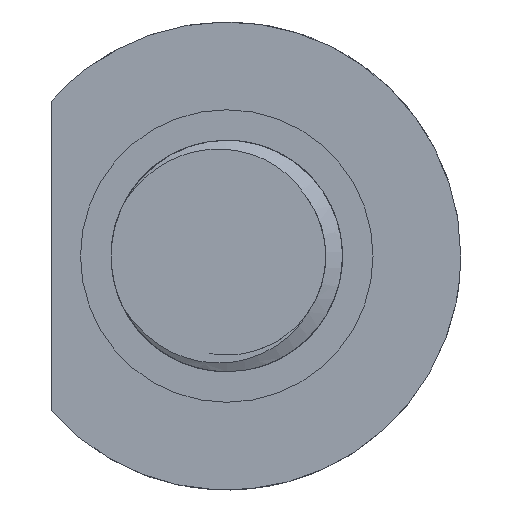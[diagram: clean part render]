
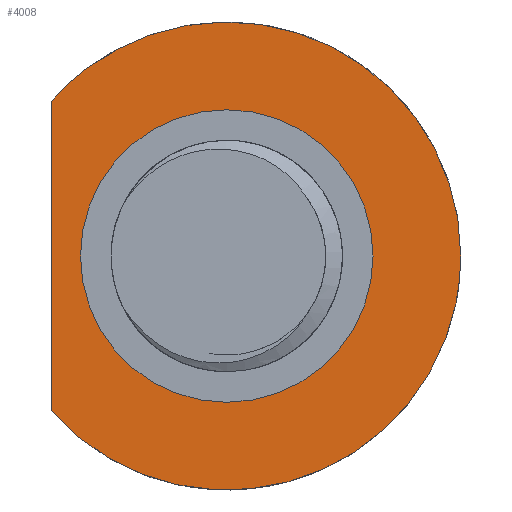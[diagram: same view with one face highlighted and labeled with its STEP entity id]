
A CAD part, left-side view. The second image highlights one B-rep face of the part: STEP entity #4008.
In plain terms, the highlighted planar face has unit normal (-1, 0, 0).
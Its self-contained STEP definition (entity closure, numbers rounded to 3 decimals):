
#3881=CARTESIAN_POINT('Vertex',(-2.5,0.,-10.)) ;
#3888=CARTESIAN_POINT('Vertex',(-2.5,0.,10.)) ;
#3891=CARTESIAN_POINT('Axis2P3D Location',(-2.5,0.,0.)) ;
#3895=CARTESIAN_POINT('Vertex',(-2.5,10.,0.)) ;
#3898=CARTESIAN_POINT('Axis2P3D Location',(-2.5,0.,0.)) ;
#3917=CARTESIAN_POINT('Axis2P3D Location',(-2.5,0.,0.)) ;
#3921=CARTESIAN_POINT('Vertex',(-2.5,-10.,0.)) ;
#3924=CARTESIAN_POINT('Axis2P3D Location',(-2.5,0.,0.)) ;
#3938=CARTESIAN_POINT('Axis2P3D Location',(-2.5,0.,0.)) ;
#3943=CARTESIAN_POINT('Line Origine',(-2.5,12.,0.)) ;
#3947=CARTESIAN_POINT('Vertex',(-2.5,12.,10.583)) ;
#3949=CARTESIAN_POINT('Vertex',(-2.5,12.,-10.583)) ;
#3953=CARTESIAN_POINT('Control Point',(-2.5,12.,-10.583)) ;
#3954=CARTESIAN_POINT('Control Point',(-2.5,10.963,-11.759)) ;
#3955=CARTESIAN_POINT('Control Point',(-2.5,9.782,-12.807)) ;
#3956=CARTESIAN_POINT('Control Point',(-2.5,8.478,-13.706)) ;
#3957=CARTESIAN_POINT('Control Point',(-2.5,5.676,-15.164)) ;
#3958=CARTESIAN_POINT('Control Point',(-2.5,2.605,-15.904)) ;
#3959=CARTESIAN_POINT('Control Point',(-2.5,1.032,-16.083)) ;
#3960=CARTESIAN_POINT('Control Point',(-2.5,-2.127,-16.052)) ;
#3961=CARTESIAN_POINT('Control Point',(-2.5,-5.185,-15.259)) ;
#3962=CARTESIAN_POINT('Control Point',(-2.5,-6.657,-14.677)) ;
#3963=CARTESIAN_POINT('Control Point',(-2.5,-9.43,-13.163)) ;
#3964=CARTESIAN_POINT('Control Point',(-2.5,-11.755,-11.025)) ;
#3965=CARTESIAN_POINT('Control Point',(-2.5,-12.78,-9.818)) ;
#3966=CARTESIAN_POINT('Control Point',(-2.5,-14.46,-7.26)) ;
#3967=CARTESIAN_POINT('Control Point',(-2.5,-15.494,-4.383)) ;
#3968=CARTESIAN_POINT('Control Point',(-2.5,-15.831,-2.939)) ;
#3969=CARTESIAN_POINT('Control Point',(-2.5,-16.,-1.47)) ;
#3970=CARTESIAN_POINT('Control Point',(-2.5,-16.,0.)) ;
#3971=CARTESIAN_POINT('Vertex',(-2.5,-16.,0.)) ;
#3975=CARTESIAN_POINT('Control Point',(-2.5,-16.,0.)) ;
#3976=CARTESIAN_POINT('Control Point',(-2.5,-16.,0.098)) ;
#3977=CARTESIAN_POINT('Control Point',(-2.5,-15.999,0.196)) ;
#3978=CARTESIAN_POINT('Control Point',(-2.5,-15.998,0.294)) ;
#3979=CARTESIAN_POINT('Control Point',(-2.5,-15.959,1.959)) ;
#3980=CARTESIAN_POINT('Control Point',(-2.5,-15.705,3.618)) ;
#3981=CARTESIAN_POINT('Control Point',(-2.5,-15.274,5.142)) ;
#3982=CARTESIAN_POINT('Control Point',(-2.5,-14.047,8.053)) ;
#3983=CARTESIAN_POINT('Control Point',(-2.5,-12.155,10.582)) ;
#3984=CARTESIAN_POINT('Control Point',(-2.5,-11.058,11.724)) ;
#3985=CARTESIAN_POINT('Control Point',(-2.5,-8.606,13.716)) ;
#3986=CARTESIAN_POINT('Control Point',(-2.5,-5.746,15.057)) ;
#3987=CARTESIAN_POINT('Control Point',(-2.5,-4.241,15.548)) ;
#3988=CARTESIAN_POINT('Control Point',(-2.5,-1.14,16.152)) ;
#3989=CARTESIAN_POINT('Control Point',(-2.5,2.014,15.99)) ;
#3990=CARTESIAN_POINT('Control Point',(-2.5,3.574,15.715)) ;
#3991=CARTESIAN_POINT('Control Point',(-2.5,6.405,14.846)) ;
#3992=CARTESIAN_POINT('Control Point',(-2.5,8.961,13.362)) ;
#3993=CARTESIAN_POINT('Control Point',(-2.5,10.075,12.543)) ;
#3994=CARTESIAN_POINT('Control Point',(-2.5,11.093,11.612)) ;
#3995=CARTESIAN_POINT('Control Point',(-2.5,12.,10.583)) ;
#3892=DIRECTION('Axis2P3D Direction',(-1.,0.,0.)) ;
#3899=DIRECTION('Axis2P3D Direction',(-1.,0.,0.)) ;
#3918=DIRECTION('Axis2P3D Direction',(-1.,0.,0.)) ;
#3925=DIRECTION('Axis2P3D Direction',(-1.,0.,0.)) ;
#3939=DIRECTION('Axis2P3D Direction',(1.,0.,0.)) ;
#3940=DIRECTION('Axis2P3D XDirection',(0.,0.,-1.)) ;
#3944=DIRECTION('Vector Direction',(0.,0.,-1.)) ;
#3893=AXIS2_PLACEMENT_3D('Circle Axis2P3D',#3891,#3892,$) ;
#3900=AXIS2_PLACEMENT_3D('Circle Axis2P3D',#3898,#3899,$) ;
#3919=AXIS2_PLACEMENT_3D('Circle Axis2P3D',#3917,#3918,$) ;
#3926=AXIS2_PLACEMENT_3D('Circle Axis2P3D',#3924,#3925,$) ;
#3941=AXIS2_PLACEMENT_3D('Plane Axis2P3D',#3938,#3939,#3940) ;
#3998=ORIENTED_EDGE('',*,*,#3951,.T.) ;
#3999=ORIENTED_EDGE('',*,*,#3973,.T.) ;
#4000=ORIENTED_EDGE('',*,*,#3996,.T.) ;
#4003=ORIENTED_EDGE('',*,*,#3928,.T.) ;
#4004=ORIENTED_EDGE('',*,*,#3923,.T.) ;
#4005=ORIENTED_EDGE('',*,*,#3902,.T.) ;
#4006=ORIENTED_EDGE('',*,*,#3897,.T.) ;
#4007=FACE_BOUND('',#4002,.T.) ;
#3945=VECTOR('Line Direction',#3944,1.) ;
#4008=ADVANCED_FACE('Body1',(#4001,#4007),#3942,.F.) ;
#3952=B_SPLINE_CURVE_WITH_KNOTS('',5,(#3953,#3954,#3955,#3956,#3957,#3958,#3959,#3960,#3961,#3962,#3963,#3964,#3965,#3966,#3967,#3968,#3969,#3970),.UNSPECIFIED.,.F.,.U.,(6,3,3,3,3,6),(0.,11.085,22.17,33.255,44.34,54.732),.UNSPECIFIED.) ;
#3974=B_SPLINE_CURVE_WITH_KNOTS('',5,(#3975,#3976,#3977,#3978,#3979,#3980,#3981,#3982,#3983,#3984,#3985,#3986,#3987,#3988,#3989,#3990,#3991,#3992,#3993,#3994,#3995),.UNSPECIFIED.,.F.,.U.,(6,3,3,3,3,3,6),(54.732,55.425,66.51,77.595,88.68,99.765,109.464),.UNSPECIFIED.) ;
#3894=CIRCLE('generated circle',#3893,10.) ;
#3901=CIRCLE('generated circle',#3900,10.) ;
#3920=CIRCLE('generated circle',#3919,10.) ;
#3927=CIRCLE('generated circle',#3926,10.) ;
#3897=EDGE_CURVE('',#3896,#3889,#3894,.F.) ;
#3902=EDGE_CURVE('',#3882,#3896,#3901,.F.) ;
#3923=EDGE_CURVE('',#3922,#3882,#3920,.F.) ;
#3928=EDGE_CURVE('',#3889,#3922,#3927,.F.) ;
#3951=EDGE_CURVE('',#3948,#3950,#3946,.T.) ;
#3973=EDGE_CURVE('',#3950,#3972,#3952,.T.) ;
#3996=EDGE_CURVE('',#3972,#3948,#3974,.T.) ;
#3997=EDGE_LOOP('',(#3998,#3999,#4000)) ;
#4002=EDGE_LOOP('',(#4003,#4004,#4005,#4006)) ;
#4001=FACE_OUTER_BOUND('',#3997,.T.) ;
#3946=LINE('Line',#3943,#3945) ;
#3942=PLANE('',#3941) ;
#3882=VERTEX_POINT('',#3881) ;
#3889=VERTEX_POINT('',#3888) ;
#3896=VERTEX_POINT('',#3895) ;
#3922=VERTEX_POINT('',#3921) ;
#3948=VERTEX_POINT('',#3947) ;
#3950=VERTEX_POINT('',#3949) ;
#3972=VERTEX_POINT('',#3971) ;
